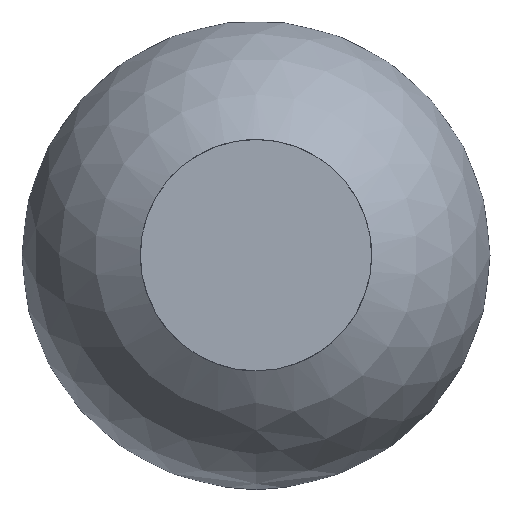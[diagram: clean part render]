
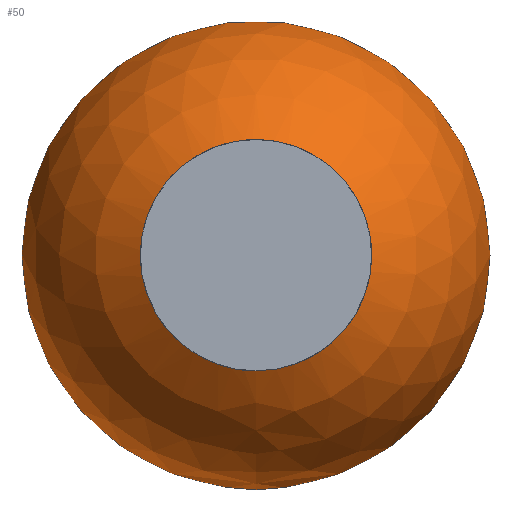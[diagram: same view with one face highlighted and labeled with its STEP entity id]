
A CAD part, front view. The second image highlights one B-rep face of the part: STEP entity #50.
In plain terms, the highlighted spherical face has radius 7.116 mm.
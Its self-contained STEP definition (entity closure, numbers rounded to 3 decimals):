
#18=B_SPLINE_CURVE_WITH_KNOTS('',3,(#91,#92,#93,#94,#95,#96,#97,#98,#99,
#100,#101,#102,#103,#104,#105,#106,#107,#108),.UNSPECIFIED.,.F.,.F.,(4,
2,2,2,2,2,2,2,4),(-2.075,-1.977,-1.845,
-1.713,-1.582,-1.45,-1.318,
-1.186,-1.054),.UNSPECIFIED.);
#19=B_SPLINE_CURVE_WITH_KNOTS('',3,(#109,#110,#111,#112,#113,#114,#115,
#116,#117,#118,#119,#120,#121,#122,#123,#124,#125,#126,#127,#128,#129),
 .UNSPECIFIED.,.F.,.F.,(4,2,2,2,2,2,2,2,3,4),(-1.054,-0.923,
-0.791,-0.659,-0.527,-0.395,
-0.264,-0.132,0.,0.034),
 .UNSPECIFIED.);
#20=SPHERICAL_SURFACE('',#68,7.116);
#22=FACE_OUTER_BOUND('',#25,.T.);
#25=EDGE_LOOP('',(#39,#40,#41,#42));
#28=CIRCLE('',#69,7.116);
#30=VERTEX_POINT('',#89);
#31=VERTEX_POINT('',#90);
#32=VERTEX_POINT('',#130);
#34=EDGE_CURVE('',#30,#31,#18,.T.);
#35=EDGE_CURVE('',#31,#30,#19,.T.);
#36=EDGE_CURVE('',#31,#32,#28,.T.);
#39=ORIENTED_EDGE('',*,*,#34,.F.);
#40=ORIENTED_EDGE('',*,*,#35,.F.);
#41=ORIENTED_EDGE('',*,*,#36,.T.);
#42=ORIENTED_EDGE('',*,*,#36,.F.);
#50=ADVANCED_FACE('',(#22),#20,.T.);
#68=AXIS2_PLACEMENT_3D('',#88,#77,#78);
#69=AXIS2_PLACEMENT_3D('',#131,#79,#80);
#77=DIRECTION('center_axis',(0.,-1.,0.));
#78=DIRECTION('ref_axis',(0.,0.,1.));
#79=DIRECTION('center_axis',(1.,0.,0.));
#80=DIRECTION('ref_axis',(0.,0.,-1.));
#88=CARTESIAN_POINT('Origin',(0.,4.034,0.));
#89=CARTESIAN_POINT('',(-0.343,-2.162,3.482));
#90=CARTESIAN_POINT('',(0.,-2.162,-3.499));
#91=CARTESIAN_POINT('Ctrl Pts',(-0.343,-2.162,3.482));
#92=CARTESIAN_POINT('Ctrl Pts',(-0.677,-2.162,3.449));
#93=CARTESIAN_POINT('Ctrl Pts',(-1.019,-2.162,3.365));
#94=CARTESIAN_POINT('Ctrl Pts',(-1.77,-2.162,3.053));
#95=CARTESIAN_POINT('Ctrl Pts',(-2.163,-2.162,2.784));
#96=CARTESIAN_POINT('Ctrl Pts',(-2.785,-2.162,2.163));
#97=CARTESIAN_POINT('Ctrl Pts',(-3.054,-2.162,1.77));
#98=CARTESIAN_POINT('Ctrl Pts',(-3.411,-2.162,0.907));
#99=CARTESIAN_POINT('Ctrl Pts',(-3.499,-2.162,0.439));
#100=CARTESIAN_POINT('Ctrl Pts',(-3.499,-2.162,-0.44));
#101=CARTESIAN_POINT('Ctrl Pts',(-3.411,-2.162,-0.908));
#102=CARTESIAN_POINT('Ctrl Pts',(-3.054,-2.162,-1.77));
#103=CARTESIAN_POINT('Ctrl Pts',(-2.785,-2.162,-2.164));
#104=CARTESIAN_POINT('Ctrl Pts',(-2.163,-2.162,-2.785));
#105=CARTESIAN_POINT('Ctrl Pts',(-1.77,-2.162,-3.054));
#106=CARTESIAN_POINT('Ctrl Pts',(-0.908,-2.162,-3.411));
#107=CARTESIAN_POINT('Ctrl Pts',(-0.439,-2.162,-3.499));
#108=CARTESIAN_POINT('Ctrl Pts',(0.,-2.162,
-3.499));
#109=CARTESIAN_POINT('Ctrl Pts',(0.,-2.162,
-3.499));
#110=CARTESIAN_POINT('Ctrl Pts',(0.439,-2.162,-3.499));
#111=CARTESIAN_POINT('Ctrl Pts',(0.908,-2.162,-3.411));
#112=CARTESIAN_POINT('Ctrl Pts',(1.77,-2.162,-3.054));
#113=CARTESIAN_POINT('Ctrl Pts',(2.163,-2.162,-2.785));
#114=CARTESIAN_POINT('Ctrl Pts',(2.785,-2.162,-2.164));
#115=CARTESIAN_POINT('Ctrl Pts',(3.054,-2.162,-1.77));
#116=CARTESIAN_POINT('Ctrl Pts',(3.411,-2.162,-0.908));
#117=CARTESIAN_POINT('Ctrl Pts',(3.499,-2.162,-0.44));
#118=CARTESIAN_POINT('Ctrl Pts',(3.499,-2.162,0.439));
#119=CARTESIAN_POINT('Ctrl Pts',(3.411,-2.162,0.907));
#120=CARTESIAN_POINT('Ctrl Pts',(3.054,-2.162,1.77));
#121=CARTESIAN_POINT('Ctrl Pts',(2.785,-2.162,2.163));
#122=CARTESIAN_POINT('Ctrl Pts',(2.163,-2.162,2.784));
#123=CARTESIAN_POINT('Ctrl Pts',(1.77,-2.162,3.053));
#124=CARTESIAN_POINT('Ctrl Pts',(0.908,-2.162,3.411));
#125=CARTESIAN_POINT('Ctrl Pts',(0.439,-2.162,3.498));
#126=CARTESIAN_POINT('Ctrl Pts',(0.,-2.162,
3.498));
#127=CARTESIAN_POINT('Ctrl Pts',(-0.113,-2.162,3.498));
#128=CARTESIAN_POINT('Ctrl Pts',(-0.227,-2.162,3.493));
#129=CARTESIAN_POINT('Ctrl Pts',(-0.343,-2.162,3.482));
#130=CARTESIAN_POINT('',(0.,11.15,-0.001));
#131=CARTESIAN_POINT('Origin',(0.,4.034,0.));
